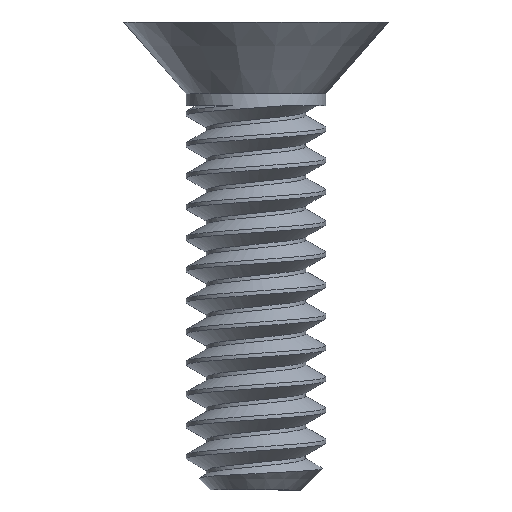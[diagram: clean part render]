
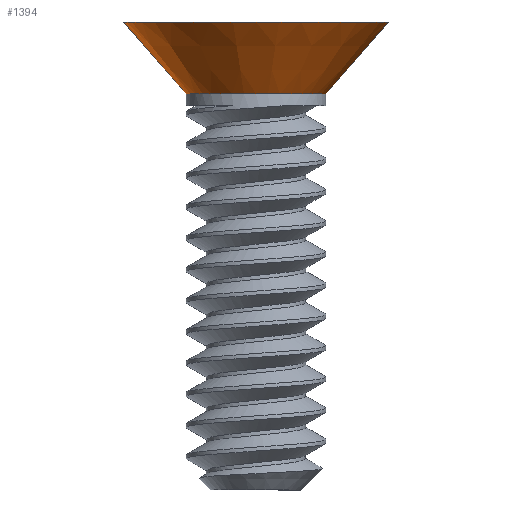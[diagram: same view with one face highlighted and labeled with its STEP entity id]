
A CAD part, left-side view. The second image highlights one B-rep face of the part: STEP entity #1394.
In plain terms, the highlighted conical face has half-angle 41 degrees and reference radius 1.422 mm.
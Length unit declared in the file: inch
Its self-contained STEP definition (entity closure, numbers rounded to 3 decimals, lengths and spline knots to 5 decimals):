
#56 = AXIS2_PLACEMENT_3D ( 'NONE', #2643, #1450, #645 ) ;
#78 = VECTOR ( 'NONE', #483, 39.37008 ) ;
#137 = ORIENTED_EDGE ( 'NONE', *, *, #1041, .F. ) ;
#180 = VERTEX_POINT ( 'NONE', #1856 ) ;
#258 = DIRECTION ( 'NONE',  ( 0., 0., 1. ) ) ;
#296 = CARTESIAN_POINT ( 'NONE',  ( 0., 0., 0.067 ) ) ;
#440 = VERTEX_POINT ( 'NONE', #2446 ) ;
#483 = DIRECTION ( 'NONE',  ( 0., 0.656, 0.755 ) ) ;
#491 = CARTESIAN_POINT ( 'NONE',  ( 0., 0.056, 0.00948 ) ) ;
#516 = ORIENTED_EDGE ( 'NONE', *, *, #1109, .F. ) ;
#594 = CARTESIAN_POINT ( 'NONE',  ( 0., 0.106, 0.067 ) ) ;
#645 = DIRECTION ( 'NONE',  ( 0., 1., 0. ) ) ;
#700 = ORIENTED_EDGE ( 'NONE', *, *, #736, .T. ) ;
#736 = EDGE_CURVE ( 'NONE', #1906, #440, #1900, .T. ) ;
#863 = LINE ( 'NONE', #491, #78 ) ;
#1041 = EDGE_CURVE ( 'NONE', #1906, #180, #3200, .T. ) ;
#1109 = EDGE_CURVE ( 'NONE', #180, #1822, #863, .T. ) ;
#1166 = DIRECTION ( 'NONE',  ( 0., 0., 1. ) ) ;
#1279 = ORIENTED_EDGE ( 'NONE', *, *, #2937, .F. ) ;
#1305 = CONICAL_SURFACE ( 'NONE', #1965, 0.056, 0.716 ) ;
#1394 = ADVANCED_FACE ( 'NONE', ( #1713 ), #1305, .T. ) ;
#1450 = DIRECTION ( 'NONE',  ( 0., 0., -1. ) ) ;
#1463 = EDGE_LOOP ( 'NONE', ( #516, #137, #700, #1279 ) ) ;
#1623 = VECTOR ( 'NONE', #2259, 39.37008 ) ;
#1664 = DIRECTION ( 'NONE',  ( 0., -1., 0. ) ) ;
#1713 = FACE_OUTER_BOUND ( 'NONE', #1463, .T. ) ;
#1822 = VERTEX_POINT ( 'NONE', #594 ) ;
#1856 = CARTESIAN_POINT ( 'NONE',  ( 0., 0.056, 0.00948 ) ) ;
#1900 = LINE ( 'NONE', #1953, #1623 ) ;
#1906 = VERTEX_POINT ( 'NONE', #2927 ) ;
#1953 = CARTESIAN_POINT ( 'NONE',  ( 0., -0.056, 0.00948 ) ) ;
#1965 = AXIS2_PLACEMENT_3D ( 'NONE', #3654, #258, #1664 ) ;
#2259 = DIRECTION ( 'NONE',  ( 0., -0.656, 0.755 ) ) ;
#2446 = CARTESIAN_POINT ( 'NONE',  ( 0., -0.106, 0.067 ) ) ;
#2616 = DIRECTION ( 'NONE',  ( 0., -1., 0. ) ) ;
#2643 = CARTESIAN_POINT ( 'NONE',  ( 0., 0., 0.00948 ) ) ;
#2899 = AXIS2_PLACEMENT_3D ( 'NONE', #296, #1166, #2616 ) ;
#2927 = CARTESIAN_POINT ( 'NONE',  ( 0., -0.056, 0.00948 ) ) ;
#2937 = EDGE_CURVE ( 'NONE', #1822, #440, #3027, .T. ) ;
#3027 = CIRCLE ( 'NONE', #2899, 0.106 ) ;
#3200 = CIRCLE ( 'NONE', #56, 0.056 ) ;
#3654 = CARTESIAN_POINT ( 'NONE',  ( 0., 0., 0.00948 ) ) ;
